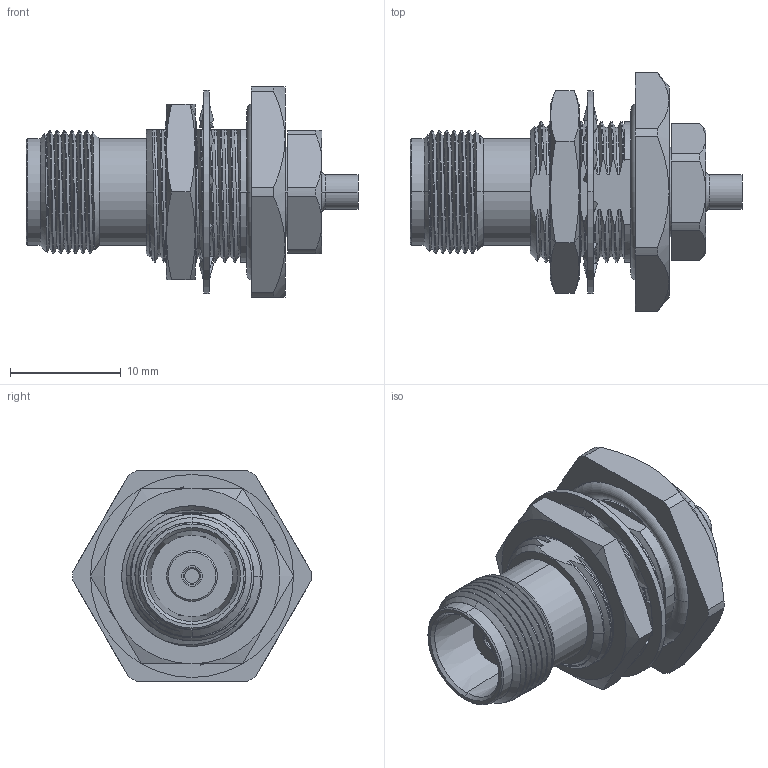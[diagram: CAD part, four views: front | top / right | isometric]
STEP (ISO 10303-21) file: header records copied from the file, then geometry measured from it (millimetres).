
FILE_DESCRIPTION (( 'STEP AP203' ), '1' );
FILE_NAME ('PE4147.step', '2018-10-17T21:07:15', ( '' ), ( '' ), 'SwSTEP 2.0', 'SolidWorks 2017', '' );
FILE_SCHEMA (( 'CONFIG_CONTROL_DESIGN' ));
Length unit declared in the file: inch
Products named in the file (1): PE4147
Bounding box: 29.99 x 21.53 x 19.05 mm (x, y, z)
Volume: 3210.3 mm3; surface area: 3576.9 mm2
Topology: 4 solids, 5 shells, 317 faces, 869 edges, 572 vertices
Faces by surface type: cylinder 104, bspline 78, plane 75, cone 54, torus 6
Entity records: 24063 total; most frequent: CARTESIAN_POINT 16885, ORIENTED_EDGE 1738, DIRECTION 1186, EDGE_CURVE 869, VERTEX_POINT 572, AXIS2_PLACEMENT_3D 448, EDGE_LOOP 333, FACE_OUTER_BOUND 317
